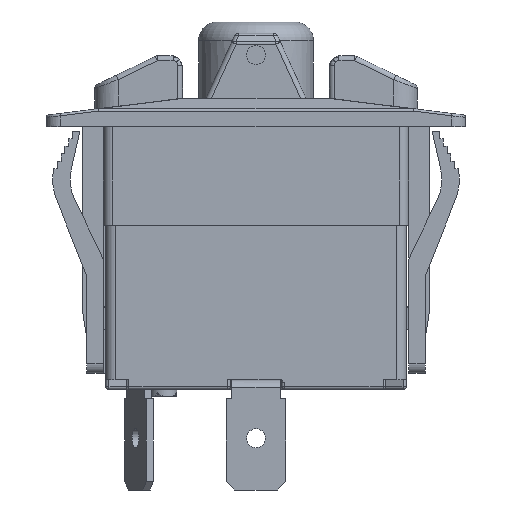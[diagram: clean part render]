
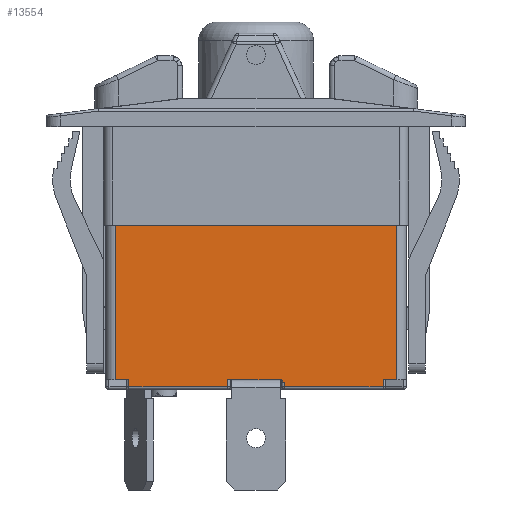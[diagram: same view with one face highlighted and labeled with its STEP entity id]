
A CAD part, front view. The second image highlights one B-rep face of the part: STEP entity #13554.
In plain terms, the highlighted planar face has unit normal (0, -1, 0).
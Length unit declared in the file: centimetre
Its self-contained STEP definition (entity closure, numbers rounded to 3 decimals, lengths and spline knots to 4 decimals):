
#542=PLANE('',#14714);
#780=LINE('',#20308,#2080);
#912=LINE('',#20928,#2212);
#939=LINE('',#21003,#2239);
#1583=LINE('',#23458,#2883);
#1595=LINE('',#23504,#2895);
#1597=LINE('',#23512,#2897);
#1646=LINE('',#23741,#2946);
#1647=LINE('',#23745,#2947);
#1648=LINE('',#23747,#2948);
#1649=LINE('',#23748,#2949);
#1650=LINE('',#23749,#2950);
#1651=LINE('',#23750,#2951);
#2080=VECTOR('',#15521,1.);
#2212=VECTOR('',#15935,1.);
#2239=VECTOR('',#15986,1.);
#2883=VECTOR('',#17688,1.);
#2895=VECTOR('',#17744,1.);
#2897=VECTOR('',#17754,1.);
#2946=VECTOR('',#17819,1.);
#2947=VECTOR('',#17824,1.);
#2948=VECTOR('',#17825,1.);
#2949=VECTOR('',#17826,1.);
#2950=VECTOR('',#17827,1.);
#2951=VECTOR('',#17828,1.);
#3993=FACE_OUTER_BOUND('',#4777,.T.);
#4777=EDGE_LOOP('',(#11810,#11811,#11812,#11813,#11814,#11815,#11816,#11817,
#11818,#11819,#11820,#11821,#11822));
#5521=B_SPLINE_CURVE_WITH_KNOTS('',3,(#23446,#23447,#23448,#23449,#23450,
#23451),.UNSPECIFIED.,.F.,.F.,(4,2,4),(0.,0.0294,0.0485),
 .UNSPECIFIED.);
#5788=VERTEX_POINT('',#20305);
#5789=VERTEX_POINT('',#20307);
#5951=VERTEX_POINT('',#20925);
#5952=VERTEX_POINT('',#20927);
#5987=VERTEX_POINT('',#21000);
#5988=VERTEX_POINT('',#21002);
#6555=VERTEX_POINT('',#23445);
#6557=VERTEX_POINT('',#23456);
#6569=VERTEX_POINT('',#23501);
#6571=VERTEX_POINT('',#23510);
#6647=VERTEX_POINT('',#23740);
#6648=VERTEX_POINT('',#23744);
#6649=VERTEX_POINT('',#23746);
#7164=EDGE_CURVE('',#5788,#5789,#780,.T.);
#7395=EDGE_CURVE('',#5951,#5952,#912,.T.);
#7432=EDGE_CURVE('',#5988,#5987,#939,.T.);
#8321=EDGE_CURVE('',#6555,#5788,#5521,.T.);
#8325=EDGE_CURVE('',#6557,#6555,#1583,.T.);
#8349=EDGE_CURVE('',#5789,#6569,#1595,.T.);
#8353=EDGE_CURVE('',#6571,#6557,#1597,.T.);
#8433=EDGE_CURVE('',#6569,#6647,#1646,.T.);
#8435=EDGE_CURVE('',#6648,#6571,#1647,.T.);
#8436=EDGE_CURVE('',#6649,#6648,#1648,.T.);
#8437=EDGE_CURVE('',#5988,#6649,#1649,.T.);
#8438=EDGE_CURVE('',#5952,#5987,#1650,.T.);
#8439=EDGE_CURVE('',#6647,#5951,#1651,.T.);
#11810=ORIENTED_EDGE('',*,*,#8321,.F.);
#11811=ORIENTED_EDGE('',*,*,#8325,.F.);
#11812=ORIENTED_EDGE('',*,*,#8353,.F.);
#11813=ORIENTED_EDGE('',*,*,#8435,.F.);
#11814=ORIENTED_EDGE('',*,*,#8436,.F.);
#11815=ORIENTED_EDGE('',*,*,#8437,.F.);
#11816=ORIENTED_EDGE('',*,*,#7432,.T.);
#11817=ORIENTED_EDGE('',*,*,#8438,.F.);
#11818=ORIENTED_EDGE('',*,*,#7395,.F.);
#11819=ORIENTED_EDGE('',*,*,#8439,.F.);
#11820=ORIENTED_EDGE('',*,*,#8433,.F.);
#11821=ORIENTED_EDGE('',*,*,#8349,.F.);
#11822=ORIENTED_EDGE('',*,*,#7164,.F.);
#13554=ADVANCED_FACE('',(#3993),#542,.T.);
#14714=AXIS2_PLACEMENT_3D('',#23743,#17822,#17823);
#15521=DIRECTION('',(-1.,0.,0.));
#15935=DIRECTION('',(-1.,0.,0.));
#15986=DIRECTION('',(-1.,0.,0.));
#17688=DIRECTION('',(0.,0.,1.));
#17744=DIRECTION('',(0.,0.,-1.));
#17754=DIRECTION('',(-1.,0.,0.));
#17819=DIRECTION('',(-1.,0.,0.));
#17822=DIRECTION('center_axis',(0.,-1.,0.));
#17823=DIRECTION('ref_axis',(0.,0.,-1.));
#17824=DIRECTION('',(0.,0.,-1.));
#17825=DIRECTION('',(-1.,0.,0.));
#17826=DIRECTION('',(0.,0.,-1.));
#17827=DIRECTION('',(0.,0.,1.));
#17828=DIRECTION('',(0.,0.,1.));
#20305=CARTESIAN_POINT('',(0.2567,-1.035,0.1));
#20307=CARTESIAN_POINT('',(-0.3,-1.035,0.1));
#20308=CARTESIAN_POINT('',(0.7975,-1.035,0.1));
#20925=CARTESIAN_POINT('',(-1.35,-1.035,0.1));
#20927=CARTESIAN_POINT('',(-1.495,-1.035,0.1));
#20928=CARTESIAN_POINT('',(0.2177,-1.035,0.1));
#21000=CARTESIAN_POINT('',(-1.495,-1.035,1.74));
#21002=CARTESIAN_POINT('',(1.495,-1.035,1.74));
#21003=CARTESIAN_POINT('',(0.7975,-1.035,1.74));
#23445=CARTESIAN_POINT('',(0.3,-1.035,0.075));
#23446=CARTESIAN_POINT('Ctrl Pts',(0.3,-1.035,0.075));
#23447=CARTESIAN_POINT('Ctrl Pts',(0.2931,-1.035,0.0819));
#23448=CARTESIAN_POINT('Ctrl Pts',(0.2846,-1.035,0.0901));
#23449=CARTESIAN_POINT('Ctrl Pts',(0.2704,-1.035,0.0978));
#23450=CARTESIAN_POINT('Ctrl Pts',(0.2631,-1.035,0.1));
#23451=CARTESIAN_POINT('Ctrl Pts',(0.2567,-1.035,0.1));
#23456=CARTESIAN_POINT('',(0.3,-1.035,0.025));
#23458=CARTESIAN_POINT('',(0.3,-1.035,0.));
#23501=CARTESIAN_POINT('',(-0.3,-1.035,0.025));
#23504=CARTESIAN_POINT('',(-0.3,-1.035,0.));
#23510=CARTESIAN_POINT('',(1.35,-1.035,0.025));
#23512=CARTESIAN_POINT('',(0.7975,-1.035,0.025));
#23740=CARTESIAN_POINT('',(-1.35,-1.035,0.025));
#23741=CARTESIAN_POINT('',(0.7975,-1.035,0.025));
#23743=CARTESIAN_POINT('Origin',(1.595,-1.035,0.));
#23744=CARTESIAN_POINT('',(1.35,-1.035,0.1));
#23745=CARTESIAN_POINT('',(1.35,-1.035,0.));
#23746=CARTESIAN_POINT('',(1.495,-1.035,0.1));
#23747=CARTESIAN_POINT('',(1.3773,-1.035,0.1));
#23748=CARTESIAN_POINT('',(1.495,-1.035,0.));
#23749=CARTESIAN_POINT('',(-1.495,-1.035,0.));
#23750=CARTESIAN_POINT('',(-1.35,-1.035,0.));
